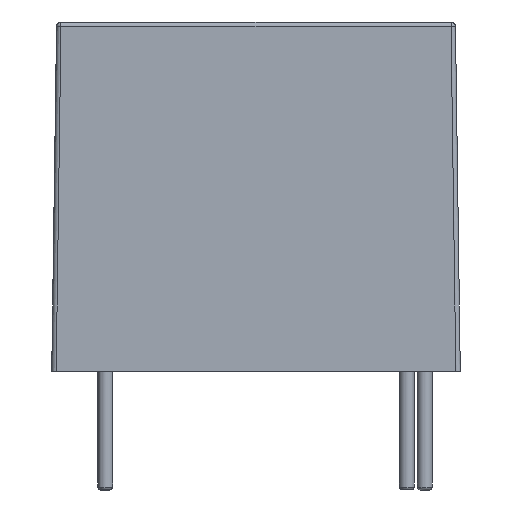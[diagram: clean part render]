
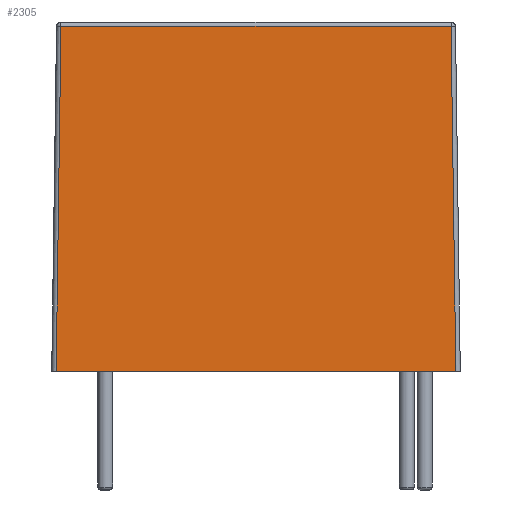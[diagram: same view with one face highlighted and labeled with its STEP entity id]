
A CAD part, left-side view. The second image highlights one B-rep face of the part: STEP entity #2305.
In plain terms, the highlighted planar face has unit normal (-1, 0, 0.014).
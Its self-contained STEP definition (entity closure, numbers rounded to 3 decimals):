
#172=PLANE($,#2474);
#281=FACE_OUTER_BOUND($,#413,.T.);
#413=EDGE_LOOP($,(#1703,#1704,#1705,#1706));
#591=LINE($,#3426,#840);
#594=LINE($,#3433,#843);
#597=LINE($,#3441,#846);
#607=LINE($,#3462,#856);
#840=VECTOR($,#2739,26.252);
#843=VECTOR($,#2746,23.209);
#846=VECTOR($,#2755,23.209);
#856=VECTOR($,#2779,26.9);
#1111=VERTEX_POINT($,#3413);
#1115=VERTEX_POINT($,#3422);
#1116=VERTEX_POINT($,#3429);
#1119=VERTEX_POINT($,#3439);
#1342=EDGE_CURVE($,#1111,#1115,#591,.T.);
#1346=EDGE_CURVE($,#1115,#1116,#594,.T.);
#1350=EDGE_CURVE($,#1119,#1111,#597,.T.);
#1362=EDGE_CURVE($,#1119,#1116,#607,.T.);
#1703=ORIENTED_EDGE($,*,*,#1346,.F.);
#1704=ORIENTED_EDGE($,*,*,#1342,.F.);
#1705=ORIENTED_EDGE($,*,*,#1350,.F.);
#1706=ORIENTED_EDGE($,*,*,#1362,.T.);
#2305=ADVANCED_FACE($,(#281),#172,.T.);
#2474=AXIS2_PLACEMENT_3D($,#3461,#2777,#2778);
#2739=DIRECTION($,(0.,-1.,0.));
#2746=DIRECTION($,(-0.014,-0.014,-1.));
#2755=DIRECTION($,(0.014,-0.014,1.));
#2777=DIRECTION('center_axis',(-1.,0.,
0.014));
#2778=DIRECTION('ref_axis',(0.,-1.,0.));
#2779=DIRECTION($,(0.,-1.,0.));
#3413=CARTESIAN_POINT('',(0.324,26.876,23.204));
#3422=CARTESIAN_POINT('',(0.324,0.624,23.204));
#3426=CARTESIAN_POINT($,(0.324,6.875,23.204));
#3429=CARTESIAN_POINT('',(0.,0.3,0.));
#3433=CARTESIAN_POINT($,(0.005,0.305,0.362));
#3439=CARTESIAN_POINT('',(0.,27.2,0.));
#3441=CARTESIAN_POINT($,(0.003,27.197,0.188));
#3461=CARTESIAN_POINT('Origin',(0.,0.,0.));
#3462=CARTESIAN_POINT($,(0.,27.5,0.));
